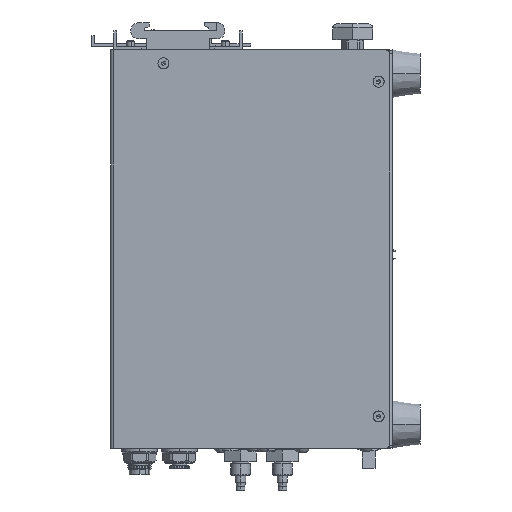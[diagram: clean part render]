
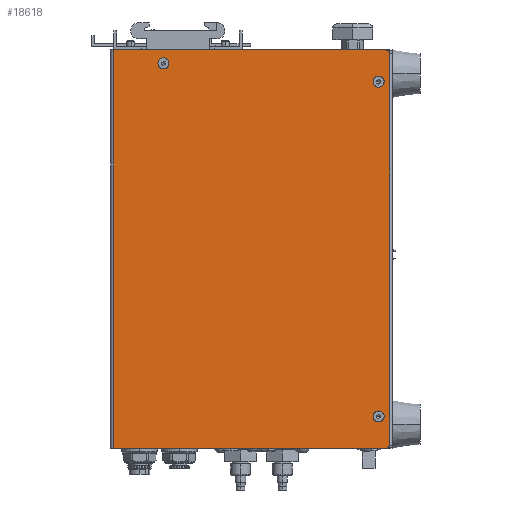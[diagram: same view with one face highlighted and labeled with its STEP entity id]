
A CAD part, left-side view. The second image highlights one B-rep face of the part: STEP entity #18618.
In plain terms, the highlighted planar face has unit normal (-1, 0, 0).
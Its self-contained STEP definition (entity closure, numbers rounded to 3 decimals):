
#655 = VERTEX_POINT ( 'NONE', #1482 ) ;
#722 = EDGE_CURVE ( 'NONE', #655, #20394, #38921, .T. ) ;
#1057 = CARTESIAN_POINT ( 'NONE',  ( -48.5, -25., 78. ) ) ;
#1356 = VERTEX_POINT ( 'NONE', #23336 ) ;
#1461 = AXIS2_PLACEMENT_3D ( 'NONE', #27339, #1936, #31575 ) ;
#1482 = CARTESIAN_POINT ( 'NONE',  ( -48.5, -0.1, 87.5 ) ) ;
#1936 = DIRECTION ( 'NONE',  ( -1., 0., 0. ) ) ;
#3011 = CARTESIAN_POINT ( 'NONE',  ( -48.5, -136.5, -112.5 ) ) ;
#3501 = CARTESIAN_POINT ( 'NONE',  ( -48.5, -138.5, -110.5 ) ) ;
#3560 = CIRCLE ( 'NONE', #44021, 2. ) ;
#3816 = VECTOR ( 'NONE', #41249, 1000. ) ;
#4101 = EDGE_CURVE ( 'NONE', #14848, #26453, #39970, .T. ) ;
#4114 = ORIENTED_EDGE ( 'NONE', *, *, #4101, .F. ) ;
#4222 = CARTESIAN_POINT ( 'NONE',  ( -48.5, -138.5, -112.5 ) ) ;
#4958 = FACE_OUTER_BOUND ( 'NONE', #43671, .T. ) ;
#5588 = DIRECTION ( 'NONE',  ( 0., 0., -1. ) ) ;
#7041 = EDGE_LOOP ( 'NONE', ( #30782, #17978 ) ) ;
#7128 = CARTESIAN_POINT ( 'NONE',  ( -48.5, -25., 83.5 ) ) ;
#7152 = CIRCLE ( 'NONE', #19766, 2.75 ) ;
#7352 = AXIS2_PLACEMENT_3D ( 'NONE', #50219, #24845, #54453 ) ;
#7643 = CARTESIAN_POINT ( 'NONE',  ( -48.5, -133., -93.75 ) ) ;
#7807 = DIRECTION ( 'NONE',  ( -1., 0., 0. ) ) ;
#8716 = VERTEX_POINT ( 'NONE', #25272 ) ;
#8908 = VECTOR ( 'NONE', #31381, 1000. ) ;
#9223 = VERTEX_POINT ( 'NONE', #3501 ) ;
#9798 = CARTESIAN_POINT ( 'NONE',  ( -48.5, -25., 80.75 ) ) ;
#10272 = CARTESIAN_POINT ( 'NONE',  ( -48.5, -0.1, -112.5 ) ) ;
#10300 = CARTESIAN_POINT ( 'NONE',  ( -48.5, 0., 0. ) ) ;
#11609 = EDGE_CURVE ( 'NONE', #8716, #25325, #17018, .T. ) ;
#12252 = EDGE_CURVE ( 'NONE', #36596, #26558, #12293, .T. ) ;
#12293 = CIRCLE ( 'NONE', #53157, 2.75 ) ;
#12377 = CARTESIAN_POINT ( 'NONE',  ( -48.5, -133., -96.5 ) ) ;
#12920 = EDGE_CURVE ( 'NONE', #655, #22241, #44033, .T. ) ;
#13161 = ORIENTED_EDGE ( 'NONE', *, *, #50236, .F. ) ;
#14073 = DIRECTION ( 'NONE',  ( 0., 0., 1. ) ) ;
#14136 = CIRCLE ( 'NONE', #32387, 2. ) ;
#14569 = DIRECTION ( 'NONE',  ( 0., 0., -1. ) ) ;
#14848 = VERTEX_POINT ( 'NONE', #7128 ) ;
#16636 = DIRECTION ( 'NONE',  ( 0., 0., 1. ) ) ;
#16996 = AXIS2_PLACEMENT_3D ( 'NONE', #45375, #41133, #36838 ) ;
#17018 = CIRCLE ( 'NONE', #50642, 2.75 ) ;
#17978 = ORIENTED_EDGE ( 'NONE', *, *, #11609, .F. ) ;
#18618 = ADVANCED_FACE ( 'NONE', ( #27534, #50032, #4958, #48723 ), #22719, .F. ) ;
#19766 = AXIS2_PLACEMENT_3D ( 'NONE', #9798, #39421, #14073 ) ;
#19887 = LINE ( 'NONE', #4222, #52359 ) ;
#19896 = ORIENTED_EDGE ( 'NONE', *, *, #29910, .F. ) ;
#20394 = VERTEX_POINT ( 'NONE', #31612 ) ;
#20453 = ORIENTED_EDGE ( 'NONE', *, *, #34615, .T. ) ;
#21263 = DIRECTION ( 'NONE',  ( -1., 0., 0. ) ) ;
#22241 = VERTEX_POINT ( 'NONE', #31047 ) ;
#22719 = PLANE ( 'NONE',  #50278 ) ;
#23156 = CARTESIAN_POINT ( 'NONE',  ( -48.5, -133., -99.25 ) ) ;
#23180 = VERTEX_POINT ( 'NONE', #3011 ) ;
#23336 = CARTESIAN_POINT ( 'NONE',  ( -48.5, -138.5, 85.5 ) ) ;
#23372 = ORIENTED_EDGE ( 'NONE', *, *, #722, .F. ) ;
#23578 = EDGE_CURVE ( 'NONE', #25325, #8716, #49348, .T. ) ;
#24556 = EDGE_CURVE ( 'NONE', #1356, #20394, #14136, .T. ) ;
#24845 = DIRECTION ( 'NONE',  ( -1., 0., 0. ) ) ;
#25047 = CARTESIAN_POINT ( 'NONE',  ( -48.5, -133., 71.5 ) ) ;
#25272 = CARTESIAN_POINT ( 'NONE',  ( -48.5, -133., 68.75 ) ) ;
#25325 = VERTEX_POINT ( 'NONE', #39480 ) ;
#26453 = VERTEX_POINT ( 'NONE', #1057 ) ;
#26558 = VERTEX_POINT ( 'NONE', #23156 ) ;
#27339 = CARTESIAN_POINT ( 'NONE',  ( -48.5, -133., 71.5 ) ) ;
#27534 = FACE_BOUND ( 'NONE', #49468, .T. ) ;
#27988 = ORIENTED_EDGE ( 'NONE', *, *, #24556, .T. ) ;
#29301 = DIRECTION ( 'NONE',  ( 0., 0., 1. ) ) ;
#29595 = DIRECTION ( 'NONE',  ( 0., 1., 0. ) ) ;
#29725 = VECTOR ( 'NONE', #5588, 1000. ) ;
#29910 = EDGE_CURVE ( 'NONE', #23180, #22241, #19887, .T. ) ;
#30782 = ORIENTED_EDGE ( 'NONE', *, *, #23578, .F. ) ;
#30958 = CARTESIAN_POINT ( 'NONE',  ( -48.5, -138.5, 87.5 ) ) ;
#31047 = CARTESIAN_POINT ( 'NONE',  ( -48.5, -0.1, -112.5 ) ) ;
#31381 = DIRECTION ( 'NONE',  ( 0., 0., -1. ) ) ;
#31524 = EDGE_CURVE ( 'NONE', #26453, #14848, #7152, .T. ) ;
#31575 = DIRECTION ( 'NONE',  ( 0., 0., 1. ) ) ;
#31612 = CARTESIAN_POINT ( 'NONE',  ( -48.5, -136.5, 87.5 ) ) ;
#32387 = AXIS2_PLACEMENT_3D ( 'NONE', #46630, #21263, #50845 ) ;
#33137 = CARTESIAN_POINT ( 'NONE',  ( -48.5, -136.5, -110.5 ) ) ;
#34615 = EDGE_CURVE ( 'NONE', #23180, #9223, #3560, .T. ) ;
#36260 = EDGE_CURVE ( 'NONE', #1356, #9223, #39679, .T. ) ;
#36596 = VERTEX_POINT ( 'NONE', #7643 ) ;
#36624 = ORIENTED_EDGE ( 'NONE', *, *, #31524, .F. ) ;
#36838 = DIRECTION ( 'NONE',  ( 0., 0., 1. ) ) ;
#37408 = DIRECTION ( 'NONE',  ( 0., 0., -1. ) ) ;
#38320 = ORIENTED_EDGE ( 'NONE', *, *, #12920, .T. ) ;
#38921 = LINE ( 'NONE', #49759, #3816 ) ;
#39421 = DIRECTION ( 'NONE',  ( -1., 0., 0. ) ) ;
#39480 = CARTESIAN_POINT ( 'NONE',  ( -48.5, -133., 74.25 ) ) ;
#39679 = LINE ( 'NONE', #30958, #29725 ) ;
#39942 = DIRECTION ( 'NONE',  ( 1., 0., 0. ) ) ;
#39970 = CIRCLE ( 'NONE', #16996, 2.75 ) ;
#41133 = DIRECTION ( 'NONE',  ( -1., 0., 0. ) ) ;
#41249 = DIRECTION ( 'NONE',  ( 0., -1., 0. ) ) ;
#42016 = DIRECTION ( 'NONE',  ( -1., 0., 0. ) ) ;
#43671 = EDGE_LOOP ( 'NONE', ( #19896, #20453, #45035, #27988, #23372, #38320 ) ) ;
#44021 = AXIS2_PLACEMENT_3D ( 'NONE', #33137, #7807, #37408 ) ;
#44033 = LINE ( 'NONE', #10272, #8908 ) ;
#45035 = ORIENTED_EDGE ( 'NONE', *, *, #36260, .F. ) ;
#45375 = CARTESIAN_POINT ( 'NONE',  ( -48.5, -25., 80.75 ) ) ;
#46630 = CARTESIAN_POINT ( 'NONE',  ( -48.5, -136.5, 85.5 ) ) ;
#46791 = ORIENTED_EDGE ( 'NONE', *, *, #12252, .F. ) ;
#48723 = FACE_BOUND ( 'NONE', #7041, .T. ) ;
#49348 = CIRCLE ( 'NONE', #1461, 2.75 ) ;
#49468 = EDGE_LOOP ( 'NONE', ( #46791, #13161 ) ) ;
#49759 = CARTESIAN_POINT ( 'NONE',  ( -48.5, 1.5, 87.5 ) ) ;
#50032 = FACE_BOUND ( 'NONE', #53485, .T. ) ;
#50219 = CARTESIAN_POINT ( 'NONE',  ( -48.5, -133., -96.5 ) ) ;
#50236 = EDGE_CURVE ( 'NONE', #26558, #36596, #53231, .T. ) ;
#50278 = AXIS2_PLACEMENT_3D ( 'NONE', #10300, #39942, #14569 ) ;
#50642 = AXIS2_PLACEMENT_3D ( 'NONE', #25047, #54652, #29301 ) ;
#50845 = DIRECTION ( 'NONE',  ( 0., 0., -1. ) ) ;
#52359 = VECTOR ( 'NONE', #29595, 1000. ) ;
#53157 = AXIS2_PLACEMENT_3D ( 'NONE', #12377, #42016, #16636 ) ;
#53231 = CIRCLE ( 'NONE', #7352, 2.75 ) ;
#53485 = EDGE_LOOP ( 'NONE', ( #4114, #36624 ) ) ;
#54453 = DIRECTION ( 'NONE',  ( 0., 0., 1. ) ) ;
#54652 = DIRECTION ( 'NONE',  ( -1., 0., 0. ) ) ;
